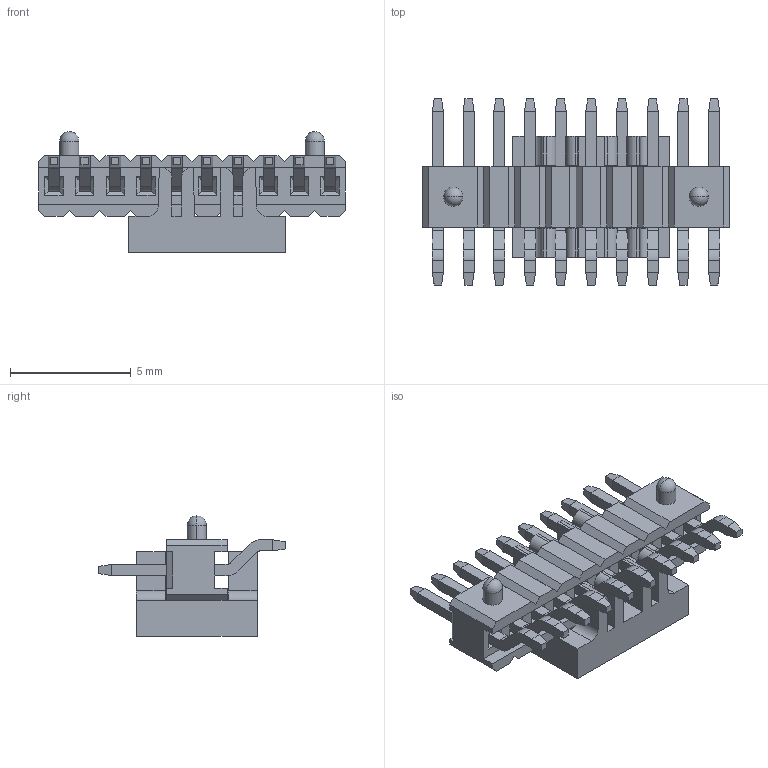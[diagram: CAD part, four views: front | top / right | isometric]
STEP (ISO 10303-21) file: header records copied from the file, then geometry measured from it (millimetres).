
FILE_DESCRIPTION( ('This file contains a STEP AP42 implementation' ,'as created by ZW3D STEP Interface translator.') ,'2;1' );
FILE_NAME( '1325-1110XXZ082XXXX(衄翐).stp' ,'23 317.143818', (''), ('ZWCAD Software Co.'), 'Version 1.0', 'ZW3D to STEP translator', '' );
FILE_SCHEMA(('AUTOMOTIVE_DESIGN { 1 0 10303 214 1 1 1 1 }'));
Length unit declared in the file: millimetre
Products named in the file (2): 0; 1325-1110XXZ082XXXX(衄翐)
Bounding box: 12.7 x 7.7 x 5 mm (x, y, z)
Volume: 138.1 mm3; surface area: 494.6 mm2
Topology: 12 solids, 12 shells, 462 faces, 1163 edges, 732 vertices
Faces by surface type: plane 402, cylinder 56, sphere 4
Entity records: 13980 total; most frequent: CARTESIAN_POINT 2354, ORIENTED_EDGE 2318, DIRECTION 2201, EDGE_CURVE 1159, VECTOR 1043, LINE 1043, VERTEX_POINT 732, AXIS2_PLACEMENT_3D 579
